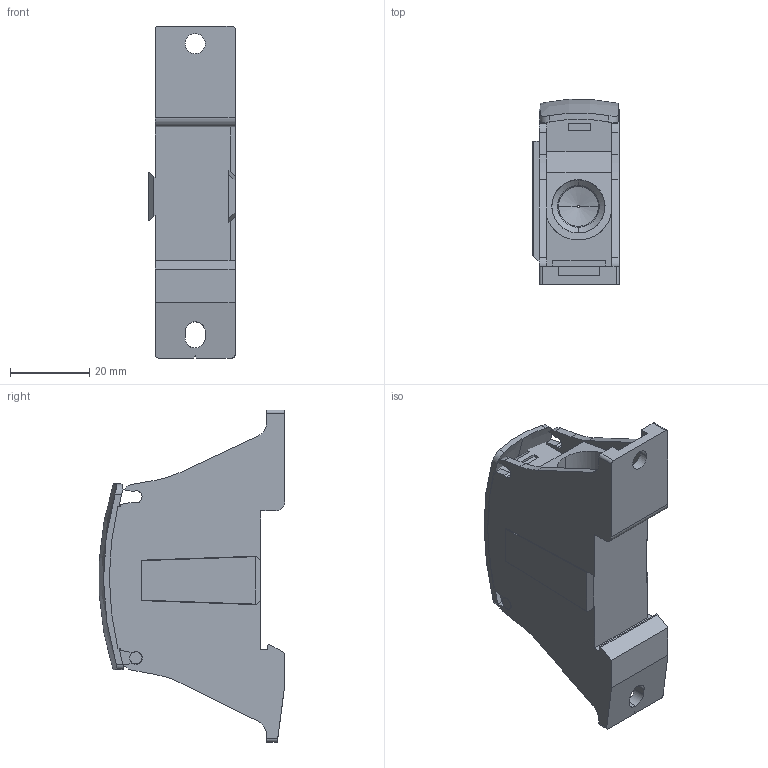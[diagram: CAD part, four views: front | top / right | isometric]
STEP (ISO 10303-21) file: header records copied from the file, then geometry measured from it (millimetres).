
FILE_DESCRIPTION(('STEP AP203'),'1');
FILE_NAME('sb125.stp','2024-06-20T00:32:29',('TraceParts'),('TraceParts S.A.'),'Spatial InterOp 3D',' ',' ');
FILE_SCHEMA(('CONFIG_CONTROL_DESIGN'));
Length unit declared in the file: millimetre
Products named in the file (1): 1
Bounding box: 21.79 x 46.84 x 84 mm (x, y, z)
Volume: 27413 mm3; surface area: 21443.1 mm2
Topology: 3 solids, 5 shells, 267 faces, 697 edges, 432 vertices
Faces by surface type: plane 131, cylinder 100, cone 12, sphere 12, torus 11, bspline 1
Entity records: 8250 total; most frequent: CARTESIAN_POINT 1667, DIRECTION 1372, ORIENTED_EDGE 1370, EDGE_CURVE 685, AXIS2_PLACEMENT_3D 465, LINE 442, VECTOR 442, VERTEX_POINT 432
